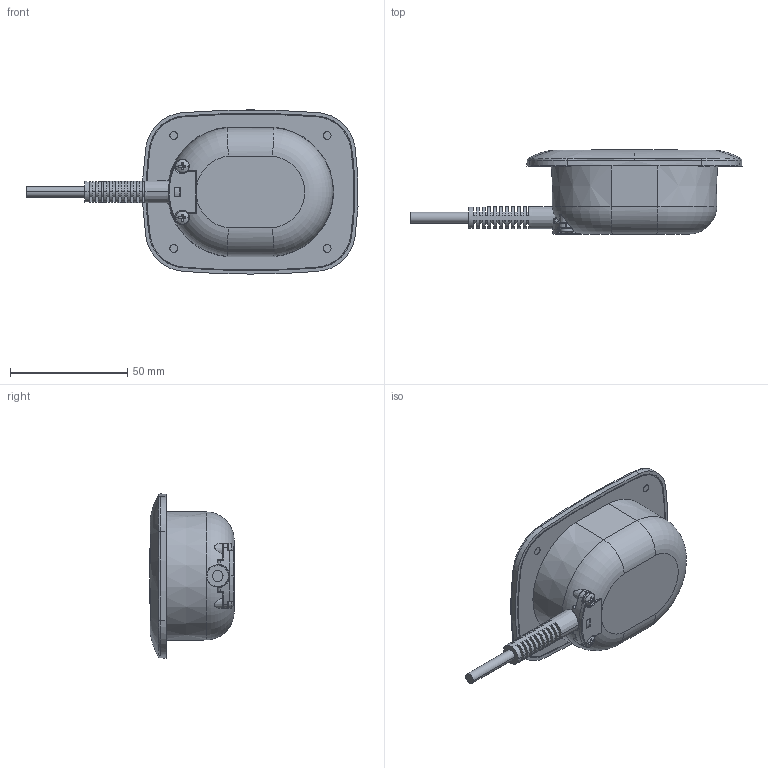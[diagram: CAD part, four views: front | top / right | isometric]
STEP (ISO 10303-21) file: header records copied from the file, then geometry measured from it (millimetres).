
FILE_DESCRIPTION (( 'STEP AP203' ), '1' );
FILE_NAME ('Seating.STEP', '2010-11-03T06:04:44', ( '.' ), ( '.' ), 'SwSTEP 2.0', 'SolidWorks 2008', '' );
FILE_SCHEMA (( 'CONFIG_CONTROL_DESIGN' ));
Length unit declared in the file: millimetre
Products named in the file (1): Seating
Bounding box: 141.54 x 36 x 69.96 mm (x, y, z)
Volume: 120327.9 mm3; surface area: 23967 mm2
Topology: 1 solids, 1 shells, 499 faces, 1351 edges, 854 vertices
Faces by surface type: plane 167, bspline 139, cylinder 79, cone 51, torus 47, sphere 16
Entity records: 25091 total; most frequent: CARTESIAN_POINT 13564, ORIENTED_EDGE 2694, DIRECTION 2061, EDGE_CURVE 1347, VERTEX_POINT 854, AXIS2_PLACEMENT_3D 820, EDGE_LOOP 511, ADVANCED_FACE 499
